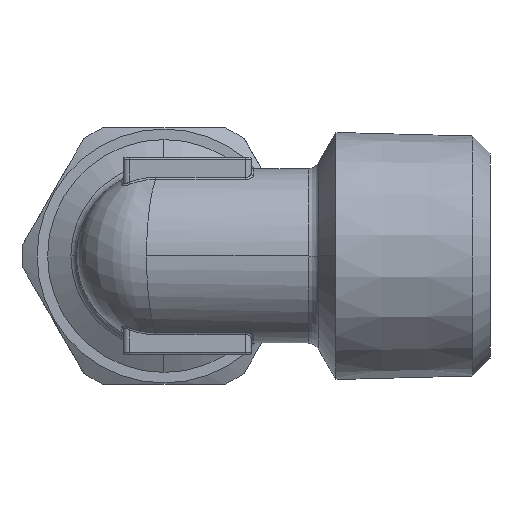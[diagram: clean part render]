
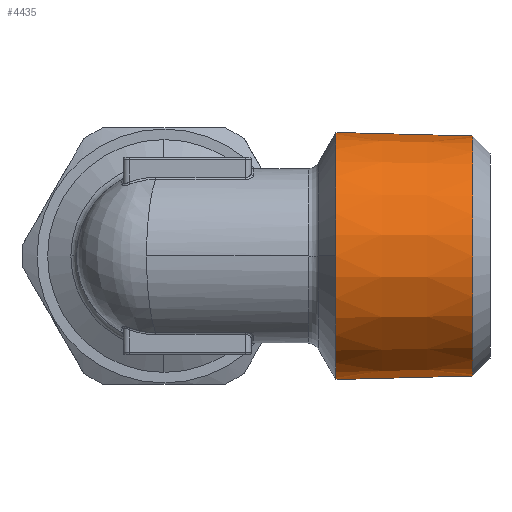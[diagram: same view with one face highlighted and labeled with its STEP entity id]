
A CAD part, left-side view. The second image highlights one B-rep face of the part: STEP entity #4435.
In plain terms, the highlighted conical face has half-angle 1.47 degrees and reference radius 10.626 mm.
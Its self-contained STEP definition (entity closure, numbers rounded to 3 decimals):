
#138 = CARTESIAN_POINT ( 'NONE',  ( -10.607, -14.773, 0. ) ) ;
#205 = EDGE_CURVE ( 'NONE', #4228, #5312, #1805, .T. ) ;
#344 = EDGE_CURVE ( 'NONE', #5326, #4228, #1820, .T. ) ;
#357 = EDGE_CURVE ( 'NONE', #5308, #5326, #4140, .T. ) ;
#661 = VECTOR ( 'NONE', #4046, 1000. ) ;
#953 = CARTESIAN_POINT ( 'NONE',  ( 0., -14.773, 0. ) ) ;
#958 = DIRECTION ( 'NONE',  ( 0., 0., 1. ) ) ;
#960 = DIRECTION ( 'NONE',  ( 0., -1., 0. ) ) ;
#1372 = DIRECTION ( 'NONE',  ( 0., 1., -0.026 ) ) ;
#1374 = CARTESIAN_POINT ( 'NONE',  ( 0., -14., -10.626 ) ) ;
#1805 = CIRCLE ( 'NONE', #1847, 10.607 ) ;
#1820 = CIRCLE ( 'NONE', #1822, 10.607 ) ;
#1822 = AXIS2_PLACEMENT_3D ( 'NONE', #953, #960, #958 ) ;
#1847 = AXIS2_PLACEMENT_3D ( 'NONE', #4940, #4822, #4924 ) ;
#1996 = ORIENTED_EDGE ( 'NONE', *, *, #205, .T. ) ;
#1998 = ORIENTED_EDGE ( 'NONE', *, *, #357, .T. ) ;
#1999 = ORIENTED_EDGE ( 'NONE', *, *, #344, .T. ) ;
#2006 = ORIENTED_EDGE ( 'NONE', *, *, #4504, .F. ) ;
#2008 = ORIENTED_EDGE ( 'NONE', *, *, #3677, .F. ) ;
#2224 = DIRECTION ( 'NONE',  ( 0., 0., -1. ) ) ;
#2225 = DIRECTION ( 'NONE',  ( 0., -1., 0. ) ) ;
#2226 = CARTESIAN_POINT ( 'NONE',  ( 0., -26.5, 0. ) ) ;
#2724 = VECTOR ( 'NONE', #1372, 1000. ) ;
#2868 = AXIS2_PLACEMENT_3D ( 'NONE', #3334, #3333, #3332 ) ;
#2870 = CONICAL_SURFACE ( 'NONE', #2868, 10.626, 0.026 ) ;
#2956 = CIRCLE ( 'NONE', #2965, 10.306 ) ;
#2965 = AXIS2_PLACEMENT_3D ( 'NONE', #2226, #2225, #2224 ) ;
#3052 = FACE_OUTER_BOUND ( 'NONE', #4577, .T. ) ;
#3332 = DIRECTION ( 'NONE',  ( 0., 0., 1. ) ) ;
#3333 = DIRECTION ( 'NONE',  ( 0., 1., 0. ) ) ;
#3334 = CARTESIAN_POINT ( 'NONE',  ( 0., -14., 0. ) ) ;
#3677 = EDGE_CURVE ( 'NONE', #5319, #5312, #4185, .T. ) ;
#4046 = DIRECTION ( 'NONE',  ( 0., 1., 0.026 ) ) ;
#4050 = CARTESIAN_POINT ( 'NONE',  ( 0., -14., 10.626 ) ) ;
#4140 = LINE ( 'NONE', #4050, #661 ) ;
#4185 = LINE ( 'NONE', #1374, #2724 ) ;
#4228 = VERTEX_POINT ( 'NONE', #138 ) ;
#4435 = ADVANCED_FACE ( 'NONE', ( #3052 ), #2870, .T. ) ;
#4504 = EDGE_CURVE ( 'NONE', #5308, #5319, #2956, .T. ) ;
#4577 = EDGE_LOOP ( 'NONE', ( #2008, #2006, #1998, #1999, #1996 ) ) ;
#4822 = DIRECTION ( 'NONE',  ( 0., -1., 0. ) ) ;
#4924 = DIRECTION ( 'NONE',  ( 0., 0., 1. ) ) ;
#4940 = CARTESIAN_POINT ( 'NONE',  ( 0., -14.773, 0. ) ) ;
#4978 = CARTESIAN_POINT ( 'NONE',  ( 0., -14.773, -10.607 ) ) ;
#4985 = CARTESIAN_POINT ( 'NONE',  ( 0., -26.5, -10.306 ) ) ;
#5048 = CARTESIAN_POINT ( 'NONE',  ( 0., -26.5, 10.306 ) ) ;
#5224 = CARTESIAN_POINT ( 'NONE',  ( 0., -14.773, 10.607 ) ) ;
#5308 = VERTEX_POINT ( 'NONE', #5048 ) ;
#5312 = VERTEX_POINT ( 'NONE', #4978 ) ;
#5319 = VERTEX_POINT ( 'NONE', #4985 ) ;
#5326 = VERTEX_POINT ( 'NONE', #5224 ) ;
